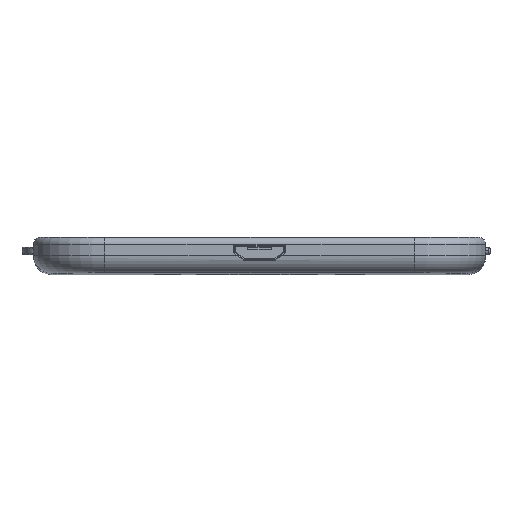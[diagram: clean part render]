
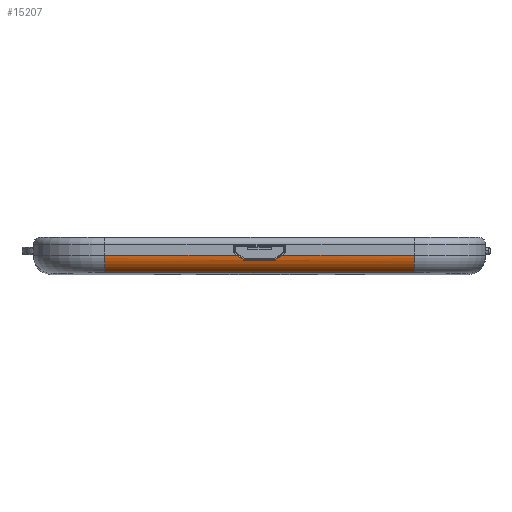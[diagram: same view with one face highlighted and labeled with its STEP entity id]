
A CAD part, top view. The second image highlights one B-rep face of the part: STEP entity #15207.
In plain terms, the highlighted cylindrical face has radius 2.5 mm (diameter 5 mm), a partial arc.
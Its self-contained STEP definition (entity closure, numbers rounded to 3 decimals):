
#913 = CARTESIAN_POINT ( 'NONE',  ( -2.299, 1.84, 69.911 ) ) ;
#932 = CARTESIAN_POINT ( 'NONE',  ( -2.135, 1.783, 69.895 ) ) ;
#1163 = ORIENTED_EDGE ( 'NONE', *, *, #1939, .T. ) ;
#1267 = CARTESIAN_POINT ( 'NONE',  ( 21.75, 2.5, 70. ) ) ;
#1475 =( BOUNDED_CURVE ( )  B_SPLINE_CURVE ( 3, ( #5841, #4428, #12857, #15720 ),
 .UNSPECIFIED., .F., .F. ) 
 B_SPLINE_CURVE_WITH_KNOTS ( ( 4, 4 ),
 ( 4.712, 4.979 ),
 .UNSPECIFIED. ) 
 CURVE ( )  GEOMETRIC_REPRESENTATION_ITEM ( )  RATIONAL_B_SPLINE_CURVE ( ( 1., 0.994, 0.994, 1. ) ) 
 REPRESENTATION_ITEM ( '' )  );
#1691 = CARTESIAN_POINT ( 'NONE',  ( 2.135, 1.783, 69.895 ) ) ;
#1861 = LINE ( 'NONE', #11991, #17318 ) ;
#1939 = EDGE_CURVE ( 'NONE', #5329, #8592, #1475, .T. ) ;
#2451 = LINE ( 'NONE', #1267, #2902 ) ;
#2453 = DIRECTION ( 'NONE',  ( 0., 0., 1. ) ) ;
#2569 = CARTESIAN_POINT ( 'NONE',  ( 2.299, 1.84, 69.911 ) ) ;
#2902 = VECTOR ( 'NONE', #13903, 1000. ) ;
#3430 = ORIENTED_EDGE ( 'NONE', *, *, #11611, .T. ) ;
#3620 = CARTESIAN_POINT ( 'NONE',  ( -2.847, 2.277, 70. ) ) ;
#3691 = EDGE_CURVE ( 'NONE', #3746, #15058, #9603, .T. ) ;
#3746 = VERTEX_POINT ( 'NONE', #8858 ) ;
#3750 = CIRCLE ( 'NONE', #11886, 2.5 ) ;
#4113 = B_SPLINE_CURVE_WITH_KNOTS ( 'NONE', 3,
 ( #17160, #11403, #10112, #1691 ),
 .UNSPECIFIED., .F., .F.,
 ( 4, 4 ),
 ( 0., 0. ),
 .UNSPECIFIED. ) ;
#4202 = AXIS2_PLACEMENT_3D ( 'NONE', #10883, #15091, #2453 ) ;
#4428 = CARTESIAN_POINT ( 'NONE',  ( 2.847, 2.277, 70. ) ) ;
#4537 = EDGE_CURVE ( 'NONE', #13135, #17126, #1861, .T. ) ;
#4724 = CARTESIAN_POINT ( 'NONE',  ( -21.75, 0., 67.5 ) ) ;
#4785 = CARTESIAN_POINT ( 'NONE',  ( -2.195, 1.783, 69.895 ) ) ;
#4897 = EDGE_CURVE ( 'NONE', #17126, #5183, #15968, .T. ) ;
#5183 = VERTEX_POINT ( 'NONE', #913 ) ;
#5258 = CARTESIAN_POINT ( 'NONE',  ( 2.135, 1.783, 69.895 ) ) ;
#5316 = EDGE_CURVE ( 'NONE', #3746, #14531, #2451, .T. ) ;
#5329 = VERTEX_POINT ( 'NONE', #13958 ) ;
#5467 = CARTESIAN_POINT ( 'NONE',  ( 21.75, 0., 67.5 ) ) ;
#5841 = CARTESIAN_POINT ( 'NONE',  ( 3.127, 2.5, 70. ) ) ;
#5897 = CARTESIAN_POINT ( 'NONE',  ( -21.75, 2.5, 67.5 ) ) ;
#6330 = CARTESIAN_POINT ( 'NONE',  ( -2.569, 2.056, 69.97 ) ) ;
#6605 = FACE_OUTER_BOUND ( 'NONE', #11171, .T. ) ;
#7044 = CARTESIAN_POINT ( 'NONE',  ( 21.75, 2.5, 70. ) ) ;
#7321 = DIRECTION ( 'NONE',  ( 0., 1., 0. ) ) ;
#7607 = CARTESIAN_POINT ( 'NONE',  ( -2.299, 1.84, 69.911 ) ) ;
#7749 = DIRECTION ( 'NONE',  ( -1., 0., 0. ) ) ;
#7820 = CARTESIAN_POINT ( 'NONE',  ( -2.299, 1.84, 69.911 ) ) ;
#8117 = DIRECTION ( 'NONE',  ( 1., 0., 0. ) ) ;
#8455 =( BOUNDED_CURVE ( )  B_SPLINE_CURVE ( 3, ( #7820, #6330, #3620, #13485 ),
 .UNSPECIFIED., .F., .F. ) 
 B_SPLINE_CURVE_WITH_KNOTS ( ( 4, 4 ),
 ( 4.445, 4.712 ),
 .UNSPECIFIED. ) 
 CURVE ( )  GEOMETRIC_REPRESENTATION_ITEM ( )  RATIONAL_B_SPLINE_CURVE ( ( 1., 0.994, 0.994, 1. ) ) 
 REPRESENTATION_ITEM ( '' )  );
#8592 = VERTEX_POINT ( 'NONE', #2569 ) ;
#8858 = CARTESIAN_POINT ( 'NONE',  ( -21.75, 2.5, 70. ) ) ;
#8861 = VECTOR ( 'NONE', #14134, 1000. ) ;
#9283 = LINE ( 'NONE', #7044, #8861 ) ;
#9455 = ORIENTED_EDGE ( 'NONE', *, *, #3691, .T. ) ;
#9603 = CIRCLE ( 'NONE', #12789, 2.5 ) ;
#9842 = EDGE_CURVE ( 'NONE', #5183, #14531, #8455, .T. ) ;
#10072 = ORIENTED_EDGE ( 'NONE', *, *, #4537, .T. ) ;
#10101 = VERTEX_POINT ( 'NONE', #5467 ) ;
#10112 = CARTESIAN_POINT ( 'NONE',  ( 2.195, 1.783, 69.895 ) ) ;
#10883 = CARTESIAN_POINT ( 'NONE',  ( 21.75, 2.5, 67.5 ) ) ;
#11171 = EDGE_LOOP ( 'NONE', ( #16867, #1163, #3430, #10072, #13203, #16859, #18303, #9455, #13375, #14790 ) ) ;
#11403 = CARTESIAN_POINT ( 'NONE',  ( 2.253, 1.804, 69.901 ) ) ;
#11611 = EDGE_CURVE ( 'NONE', #8592, #13135, #4113, .T. ) ;
#11886 = AXIS2_PLACEMENT_3D ( 'NONE', #16550, #8117, #17985 ) ;
#11991 = CARTESIAN_POINT ( 'NONE',  ( 21.75, 1.783, 69.895 ) ) ;
#12614 = VERTEX_POINT ( 'NONE', #14082 ) ;
#12789 = AXIS2_PLACEMENT_3D ( 'NONE', #5897, #15781, #7321 ) ;
#12857 = CARTESIAN_POINT ( 'NONE',  ( 2.569, 2.056, 69.97 ) ) ;
#12865 = EDGE_CURVE ( 'NONE', #10101, #15058, #18220, .T. ) ;
#13135 = VERTEX_POINT ( 'NONE', #5258 ) ;
#13203 = ORIENTED_EDGE ( 'NONE', *, *, #4897, .T. ) ;
#13210 = CARTESIAN_POINT ( 'NONE',  ( -2.253, 1.804, 69.901 ) ) ;
#13375 = ORIENTED_EDGE ( 'NONE', *, *, #12865, .F. ) ;
#13485 = CARTESIAN_POINT ( 'NONE',  ( -3.127, 2.5, 70. ) ) ;
#13672 = CYLINDRICAL_SURFACE ( 'NONE', #4202, 2.5 ) ;
#13903 = DIRECTION ( 'NONE',  ( 1., 0., 0. ) ) ;
#13958 = CARTESIAN_POINT ( 'NONE',  ( 3.127, 2.5, 70. ) ) ;
#14082 = CARTESIAN_POINT ( 'NONE',  ( 21.75, 2.5, 70. ) ) ;
#14134 = DIRECTION ( 'NONE',  ( 1., 0., 0. ) ) ;
#14456 = VECTOR ( 'NONE', #17437, 1000. ) ;
#14531 = VERTEX_POINT ( 'NONE', #16415 ) ;
#14790 = ORIENTED_EDGE ( 'NONE', *, *, #17675, .F. ) ;
#15058 = VERTEX_POINT ( 'NONE', #17755 ) ;
#15091 = DIRECTION ( 'NONE',  ( -1., 0., 0. ) ) ;
#15207 = ADVANCED_FACE ( 'NONE', ( #6605 ), #13672, .T. ) ;
#15720 = CARTESIAN_POINT ( 'NONE',  ( 2.299, 1.84, 69.911 ) ) ;
#15781 = DIRECTION ( 'NONE',  ( 1., 0., 0. ) ) ;
#15968 = B_SPLINE_CURVE_WITH_KNOTS ( 'NONE', 3,
 ( #16079, #4785, #13210, #7607 ),
 .UNSPECIFIED., .F., .F.,
 ( 4, 4 ),
 ( 0., 0. ),
 .UNSPECIFIED. ) ;
#16079 = CARTESIAN_POINT ( 'NONE',  ( -2.135, 1.783, 69.895 ) ) ;
#16415 = CARTESIAN_POINT ( 'NONE',  ( -3.127, 2.5, 70. ) ) ;
#16550 = CARTESIAN_POINT ( 'NONE',  ( 21.75, 2.5, 67.5 ) ) ;
#16708 = EDGE_CURVE ( 'NONE', #5329, #12614, #9283, .T. ) ;
#16859 = ORIENTED_EDGE ( 'NONE', *, *, #9842, .T. ) ;
#16867 = ORIENTED_EDGE ( 'NONE', *, *, #16708, .F. ) ;
#17126 = VERTEX_POINT ( 'NONE', #932 ) ;
#17160 = CARTESIAN_POINT ( 'NONE',  ( 2.299, 1.84, 69.911 ) ) ;
#17318 = VECTOR ( 'NONE', #7749, 1000. ) ;
#17437 = DIRECTION ( 'NONE',  ( -1., 0., 0. ) ) ;
#17675 = EDGE_CURVE ( 'NONE', #12614, #10101, #3750, .T. ) ;
#17755 = CARTESIAN_POINT ( 'NONE',  ( -21.75, 0., 67.5 ) ) ;
#17985 = DIRECTION ( 'NONE',  ( 0., 1., 0. ) ) ;
#18220 = LINE ( 'NONE', #4724, #14456 ) ;
#18303 = ORIENTED_EDGE ( 'NONE', *, *, #5316, .F. ) ;
